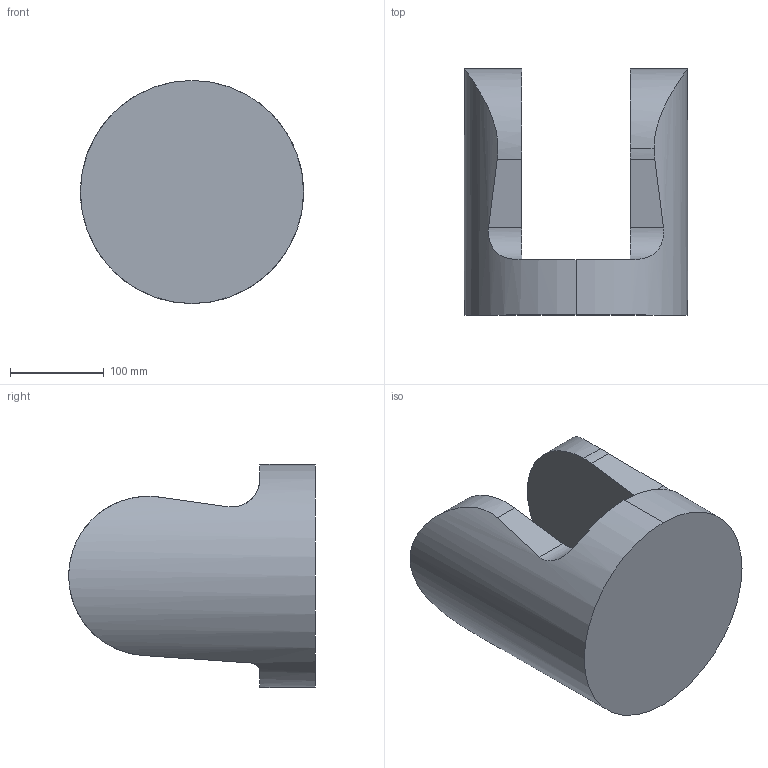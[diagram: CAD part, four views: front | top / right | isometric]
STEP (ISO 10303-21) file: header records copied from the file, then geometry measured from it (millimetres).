
FILE_DESCRIPTION (( 'STEP AP203' ), '1' );
FILE_NAME ('Link 1_Default_sldprt.STEP', '2023-12-05T13:59:03', ( '' ), ( '' ), 'SwSTEP 2.0', 'SolidWorks 2023', '' );
FILE_SCHEMA (( 'CONFIG_CONTROL_DESIGN' ));
Length unit declared in the file: millimetre
Products named in the file (1): Link 1_Default_sldprt
Bounding box: 238 x 262.98 x 238 mm (x, y, z)
Volume: 5829440.7 mm3; surface area: 283697.8 mm2
Topology: 1 solids, 1 shells, 17 faces, 45 edges, 30 vertices
Faces by surface type: cylinder 9, plane 8
Entity records: 892 total; most frequent: CARTESIAN_POINT 402, ORIENTED_EDGE 90, DIRECTION 83, EDGE_CURVE 45, AXIS2_PLACEMENT_3D 31, VERTEX_POINT 30, LINE 21, VECTOR 21
